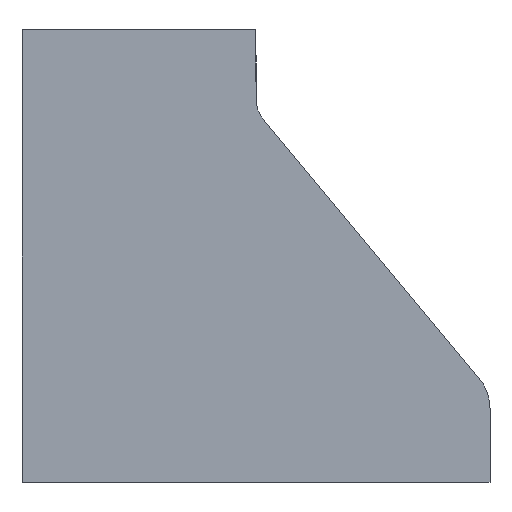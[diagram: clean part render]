
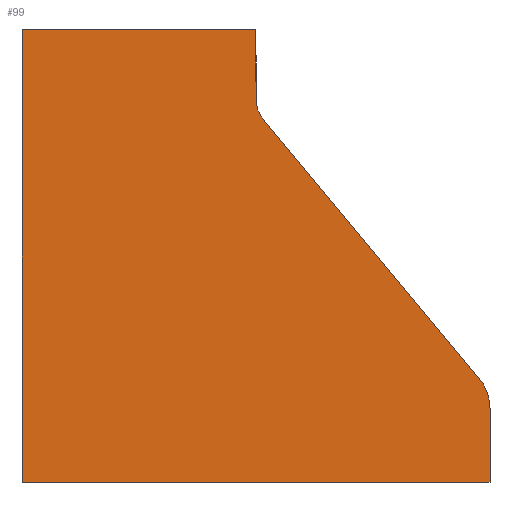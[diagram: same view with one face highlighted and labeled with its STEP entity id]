
A CAD part, front view. The second image highlights one B-rep face of the part: STEP entity #99.
In plain terms, the highlighted planar face has unit normal (0, -1, 0).
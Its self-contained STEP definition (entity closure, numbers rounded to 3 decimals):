
#64 = EDGE_CURVE ( 'NONE', #1306, #1258, #1481, .T. ) ;
#80 = EDGE_CURVE ( 'NONE', #1016, #1270, #1504, .T. ) ;
#99 = ADVANCED_FACE ( 'NONE', ( #1106 ), #767, .F. ) ;
#170 = CARTESIAN_POINT ( 'NONE',  ( 375., 0., -242.603 ) ) ;
#172 = CARTESIAN_POINT ( 'NONE',  ( 229.636, 0., -57.304 ) ) ;
#182 = CARTESIAN_POINT ( 'NONE',  ( 225., 0., 0. ) ) ;
#203 = CARTESIAN_POINT ( 'NONE',  ( 75., 0., 0. ) ) ;
#213 = CARTESIAN_POINT ( 'NONE',  ( 368.047, 0., -223.398 ) ) ;
#218 = CARTESIAN_POINT ( 'NONE',  ( 375., 0., -290. ) ) ;
#219 = CARTESIAN_POINT ( 'NONE',  ( 75., 0., -290. ) ) ;
#268 = DIRECTION ( 'NONE',  ( -0.64, 0., 0.768 ) ) ;
#271 = CARTESIAN_POINT ( 'NONE',  ( -75., 0., 0. ) ) ;
#272 = DIRECTION ( 'NONE',  ( 1., 0., 0. ) ) ;
#277 = CARTESIAN_POINT ( 'NONE',  ( -225., 0., -290. ) ) ;
#278 = DIRECTION ( 'NONE',  ( -1., 0., 0. ) ) ;
#280 = CARTESIAN_POINT ( 'NONE',  ( 229.636, 0., -57.304 ) ) ;
#287 = CARTESIAN_POINT ( 'NONE',  ( 75., 0., 0. ) ) ;
#288 = DIRECTION ( 'NONE',  ( 0., 0., 1. ) ) ;
#291 = CARTESIAN_POINT ( 'NONE',  ( 345., 0., -242.603 ) ) ;
#292 = DIRECTION ( 'NONE',  ( 0., -1., 0. ) ) ;
#293 = DIRECTION ( 'NONE',  ( 0., 0., 1. ) ) ;
#294 = CARTESIAN_POINT ( 'NONE',  ( 245., 0., -44.501 ) ) ;
#295 = DIRECTION ( 'NONE',  ( 0., 1., 0. ) ) ;
#296 = DIRECTION ( 'NONE',  ( 0., 0., 1. ) ) ;
#346 = CIRCLE ( 'NONE', #429, 30. ) ;
#347 = LINE ( 'NONE', #287, #348 ) ;
#348 = VECTOR ( 'NONE', #288, 1000. ) ;
#349 = LINE ( 'NONE', #280, #351 ) ;
#350 = CIRCLE ( 'NONE', #428, 20. ) ;
#351 = VECTOR ( 'NONE', #268, 1000. ) ;
#428 = AXIS2_PLACEMENT_3D ( 'NONE', #294, #295, #296 ) ;
#429 = AXIS2_PLACEMENT_3D ( 'NONE', #291, #292, #293 ) ;
#532 = CARTESIAN_POINT ( 'NONE',  ( 225., 0., -44.501 ) ) ;
#674 = CARTESIAN_POINT ( 'NONE',  ( 225., 0., 0. ) ) ;
#682 = DIRECTION ( 'NONE',  ( 0., 0., 1. ) ) ;
#709 = DIRECTION ( 'NONE',  ( 0., 0., 1. ) ) ;
#716 = CARTESIAN_POINT ( 'NONE',  ( 375., 0., -242.603 ) ) ;
#740 = CARTESIAN_POINT ( 'NONE',  ( -95., 0., -44.501 ) ) ;
#766 = DIRECTION ( 'NONE',  ( 0., 1., 0. ) ) ;
#767 = PLANE ( 'NONE',  #1045 ) ;
#897 = DIRECTION ( 'NONE',  ( 0., 0., 1. ) ) ;
#1016 = VERTEX_POINT ( 'NONE', #532 ) ;
#1045 = AXIS2_PLACEMENT_3D ( 'NONE', #740, #766, #897 ) ;
#1106 = FACE_OUTER_BOUND ( 'NONE', #1334, .T. ) ;
#1234 = LINE ( 'NONE', #271, #1237 ) ;
#1237 = VECTOR ( 'NONE', #272, 1000. ) ;
#1240 = LINE ( 'NONE', #277, #1243 ) ;
#1243 = VECTOR ( 'NONE', #278, 1000. ) ;
#1258 = VERTEX_POINT ( 'NONE', #170 ) ;
#1260 = VERTEX_POINT ( 'NONE', #172 ) ;
#1270 = VERTEX_POINT ( 'NONE', #182 ) ;
#1291 = VERTEX_POINT ( 'NONE', #203 ) ;
#1301 = VERTEX_POINT ( 'NONE', #213 ) ;
#1306 = VERTEX_POINT ( 'NONE', #218 ) ;
#1307 = VERTEX_POINT ( 'NONE', #219 ) ;
#1334 = EDGE_LOOP ( 'NONE', ( #1662, #1663, #1664, #1665, #1666, #1667, #1668, #1669 ) ) ;
#1481 = LINE ( 'NONE', #716, #1484 ) ;
#1484 = VECTOR ( 'NONE', #709, 1000. ) ;
#1504 = LINE ( 'NONE', #674, #1510 ) ;
#1510 = VECTOR ( 'NONE', #682, 1000. ) ;
#1561 = EDGE_CURVE ( 'NONE', #1291, #1270, #1234, .T. ) ;
#1564 = EDGE_CURVE ( 'NONE', #1306, #1307, #1240, .T. ) ;
#1569 = EDGE_CURVE ( 'NONE', #1307, #1291, #347, .T. ) ;
#1570 = EDGE_CURVE ( 'NONE', #1258, #1301, #346, .T. ) ;
#1571 = EDGE_CURVE ( 'NONE', #1301, #1260, #349, .T. ) ;
#1572 = EDGE_CURVE ( 'NONE', #1260, #1016, #350, .T. ) ;
#1662 = ORIENTED_EDGE ( 'NONE', *, *, #1561, .F. ) ;
#1663 = ORIENTED_EDGE ( 'NONE', *, *, #1569, .F. ) ;
#1664 = ORIENTED_EDGE ( 'NONE', *, *, #1564, .F. ) ;
#1665 = ORIENTED_EDGE ( 'NONE', *, *, #64, .T. ) ;
#1666 = ORIENTED_EDGE ( 'NONE', *, *, #1570, .T. ) ;
#1667 = ORIENTED_EDGE ( 'NONE', *, *, #1571, .T. ) ;
#1668 = ORIENTED_EDGE ( 'NONE', *, *, #1572, .T. ) ;
#1669 = ORIENTED_EDGE ( 'NONE', *, *, #80, .T. ) ;
